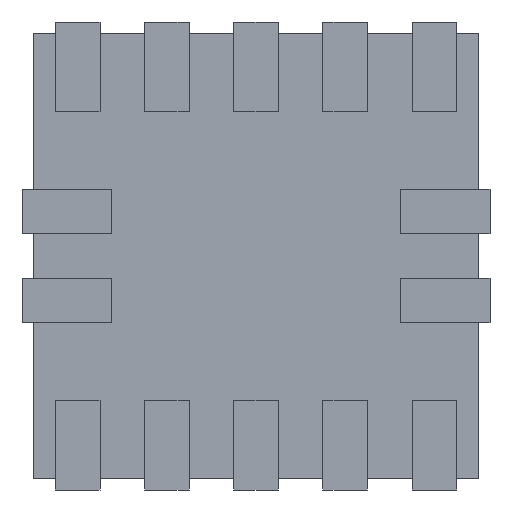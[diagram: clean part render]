
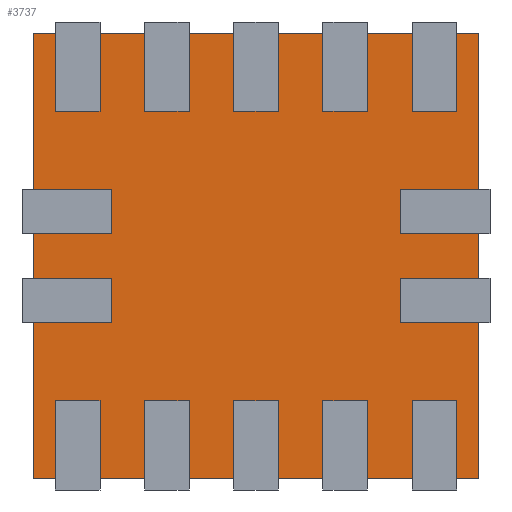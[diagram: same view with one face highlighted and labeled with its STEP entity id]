
A CAD part, front view. The second image highlights one B-rep face of the part: STEP entity #3737.
In plain terms, the highlighted planar face has unit normal (0, -1, 0).
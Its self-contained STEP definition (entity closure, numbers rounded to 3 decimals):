
#3580 = CARTESIAN_POINT ( 'NONE',  ( -1., 0.05, -1. ) ) ;
#3581 = VERTEX_POINT ( 'NONE', #3580 ) ;
#3582 = CARTESIAN_POINT ( 'NONE',  ( -1., 0.05, 1. ) ) ;
#3583 = VERTEX_POINT ( 'NONE', #3582 ) ;
#3584 = CARTESIAN_POINT ( 'NONE',  ( -1., 0.05, 1. ) ) ;
#3585 = DIRECTION ( 'NONE',  ( 0., 0., 1. ) ) ;
#3586 = VECTOR ( 'NONE', #3585, 1000. ) ;
#3587 = LINE ( 'NONE', #3584, #3586 ) ;
#3588 = EDGE_CURVE ( 'NONE', #3581, #3583, #3587, .T. ) ;
#3620 = CARTESIAN_POINT ( 'NONE',  ( 1., 0.05, 1. ) ) ;
#3621 = VERTEX_POINT ( 'NONE', #3620 ) ;
#3622 = CARTESIAN_POINT ( 'NONE',  ( 1., 0.05, 1. ) ) ;
#3623 = DIRECTION ( 'NONE',  ( 1., 0., 0. ) ) ;
#3624 = VECTOR ( 'NONE', #3623, 1000. ) ;
#3625 = LINE ( 'NONE', #3622, #3624 ) ;
#3626 = EDGE_CURVE ( 'NONE', #3583, #3621, #3625, .T. ) ;
#3651 = CARTESIAN_POINT ( 'NONE',  ( 1., 0.05, -1. ) ) ;
#3652 = VERTEX_POINT ( 'NONE', #3651 ) ;
#3653 = CARTESIAN_POINT ( 'NONE',  ( 1., 0.05, 1. ) ) ;
#3654 = DIRECTION ( 'NONE',  ( 0., 0., -1. ) ) ;
#3655 = VECTOR ( 'NONE', #3654, 1000. ) ;
#3656 = LINE ( 'NONE', #3653, #3655 ) ;
#3657 = EDGE_CURVE ( 'NONE', #3621, #3652, #3656, .T. ) ;
#3682 = CARTESIAN_POINT ( 'NONE',  ( 1., 0.05, -1. ) ) ;
#3683 = DIRECTION ( 'NONE',  ( -1., 0., 0. ) ) ;
#3684 = VECTOR ( 'NONE', #3683, 1000. ) ;
#3685 = LINE ( 'NONE', #3682, #3684 ) ;
#3686 = EDGE_CURVE ( 'NONE', #3652, #3581, #3685, .T. ) ;
#3726 = ORIENTED_EDGE ( 'NONE', *, *, #3588, .F. ) ;
#3727 = ORIENTED_EDGE ( 'NONE', *, *, #3686, .F. ) ;
#3728 = ORIENTED_EDGE ( 'NONE', *, *, #3657, .F. ) ;
#3729 = ORIENTED_EDGE ( 'NONE', *, *, #3626, .F. ) ;
#3730 = EDGE_LOOP ( 'NONE', ( #3726, #3727, #3728, #3729 ) ) ;
#3731 = FACE_OUTER_BOUND ( 'NONE', #3730, .T. ) ;
#3732 = CARTESIAN_POINT ( 'NONE',  ( 0., 0.05, 0. ) ) ;
#3733 = DIRECTION ( 'NONE',  ( 0., 1., 0. ) ) ;
#3734 = DIRECTION ( 'NONE',  ( 0., 0., 1. ) ) ;
#3735 = AXIS2_PLACEMENT_3D ( 'NONE', #3732, #3733, #3734 ) ;
#3736 = PLANE ( 'NONE', #3735 ) ;
#3737 = ADVANCED_FACE ( 'NONE', ( #3731 ), #3736, .F. ) ;
